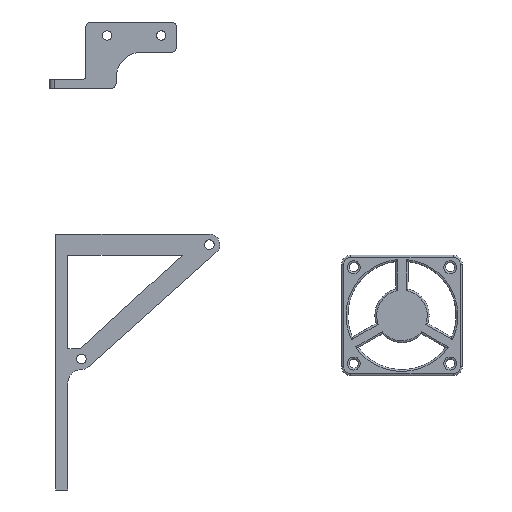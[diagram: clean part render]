
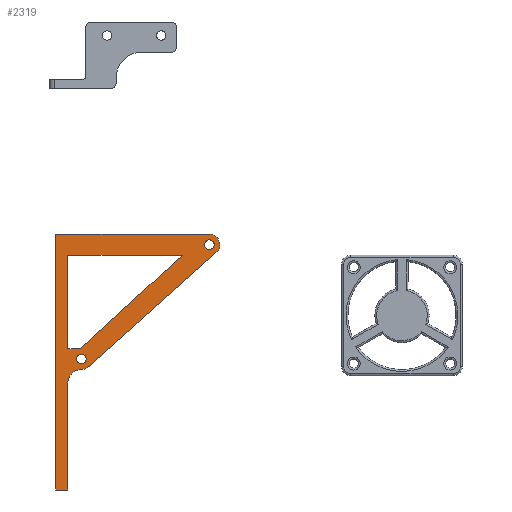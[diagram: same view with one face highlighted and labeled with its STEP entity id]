
A CAD part, front view. The second image highlights one B-rep face of the part: STEP entity #2319.
In plain terms, the highlighted planar face has unit normal (0, -1, 0).
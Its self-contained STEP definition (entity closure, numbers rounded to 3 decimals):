
#127=FACE_BOUND('',#448,.T.);
#128=FACE_BOUND('',#449,.T.);
#129=FACE_BOUND('',#450,.T.);
#162=CIRCLE('',#2459,4.5);
#165=CIRCLE('',#2470,1.6);
#167=CIRCLE('',#2473,1.6);
#168=CIRCLE('',#2475,3.5);
#170=CIRCLE('',#2479,3.5);
#303=FACE_OUTER_BOUND('',#447,.T.);
#447=EDGE_LOOP('',(#1672,#1673,#1674,#1675,#1676,#1677,#1678,#1679));
#448=EDGE_LOOP('',(#1680));
#449=EDGE_LOOP('',(#1681));
#450=EDGE_LOOP('',(#1682,#1683,#1684,#1685));
#614=LINE('',#3471,#812);
#624=LINE('',#3492,#822);
#628=LINE('',#3500,#826);
#631=LINE('',#3506,#829);
#634=LINE('',#3511,#832);
#639=LINE('',#3533,#837);
#643=LINE('',#3545,#841);
#646=LINE('',#3551,#844);
#649=LINE('',#3555,#847);
#812=VECTOR('',#2755,10.);
#822=VECTOR('',#2771,10.);
#826=VECTOR('',#2777,10.);
#829=VECTOR('',#2782,10.);
#832=VECTOR('',#2787,10.);
#837=VECTOR('',#2812,10.);
#841=VECTOR('',#2824,10.);
#844=VECTOR('',#2829,10.);
#847=VECTOR('',#2834,10.);
#1003=VERTEX_POINT('',#3461);
#1004=VERTEX_POINT('',#3462);
#1007=VERTEX_POINT('',#3470);
#1014=VERTEX_POINT('',#3490);
#1015=VERTEX_POINT('',#3491);
#1018=VERTEX_POINT('',#3499);
#1020=VERTEX_POINT('',#3505);
#1023=VERTEX_POINT('',#3516);
#1025=VERTEX_POINT('',#3522);
#1026=VERTEX_POINT('',#3526);
#1028=VERTEX_POINT('',#3532);
#1030=VERTEX_POINT('',#3538);
#1032=VERTEX_POINT('',#3544);
#1034=VERTEX_POINT('',#3550);
#1227=EDGE_CURVE('',#1003,#1004,#162,.T.);
#1231=EDGE_CURVE('',#1004,#1007,#614,.T.);
#1241=EDGE_CURVE('',#1014,#1015,#624,.T.);
#1245=EDGE_CURVE('',#1018,#1014,#628,.T.);
#1248=EDGE_CURVE('',#1020,#1018,#631,.T.);
#1251=EDGE_CURVE('',#1015,#1020,#634,.T.);
#1255=EDGE_CURVE('',#1023,#1023,#165,.T.);
#1258=EDGE_CURVE('',#1025,#1025,#167,.T.);
#1259=EDGE_CURVE('',#1026,#1003,#168,.T.);
#1262=EDGE_CURVE('',#1028,#1026,#639,.T.);
#1265=EDGE_CURVE('',#1030,#1028,#170,.T.);
#1268=EDGE_CURVE('',#1032,#1030,#643,.T.);
#1271=EDGE_CURVE('',#1034,#1032,#646,.T.);
#1274=EDGE_CURVE('',#1007,#1034,#649,.T.);
#1672=ORIENTED_EDGE('',*,*,#1227,.F.);
#1673=ORIENTED_EDGE('',*,*,#1259,.F.);
#1674=ORIENTED_EDGE('',*,*,#1262,.F.);
#1675=ORIENTED_EDGE('',*,*,#1265,.F.);
#1676=ORIENTED_EDGE('',*,*,#1268,.F.);
#1677=ORIENTED_EDGE('',*,*,#1271,.F.);
#1678=ORIENTED_EDGE('',*,*,#1274,.F.);
#1679=ORIENTED_EDGE('',*,*,#1231,.F.);
#1680=ORIENTED_EDGE('',*,*,#1258,.F.);
#1681=ORIENTED_EDGE('',*,*,#1255,.F.);
#1682=ORIENTED_EDGE('',*,*,#1251,.F.);
#1683=ORIENTED_EDGE('',*,*,#1241,.F.);
#1684=ORIENTED_EDGE('',*,*,#1245,.F.);
#1685=ORIENTED_EDGE('',*,*,#1248,.F.);
#2251=PLANE('',#2485);
#2319=ADVANCED_FACE('',(#303,#127,#128,#129),#2251,.F.);
#2459=AXIS2_PLACEMENT_3D('',#3463,#2747,#2748);
#2470=AXIS2_PLACEMENT_3D('',#3518,#2794,#2795);
#2473=AXIS2_PLACEMENT_3D('',#3524,#2801,#2802);
#2475=AXIS2_PLACEMENT_3D('',#3527,#2805,#2806);
#2479=AXIS2_PLACEMENT_3D('',#3539,#2817,#2818);
#2485=AXIS2_PLACEMENT_3D('',#3557,#2837,#2838);
#2747=DIRECTION('center_axis',(0.,-1.,0.));
#2748=DIRECTION('ref_axis',(-0.707,0.,0.707));
#2755=DIRECTION('',(0.,0.,-1.));
#2771=DIRECTION('',(0.,0.,-1.));
#2777=DIRECTION('',(-1.,0.,0.));
#2782=DIRECTION('',(0.737,0.,0.676));
#2787=DIRECTION('',(1.,0.,0.));
#2794=DIRECTION('center_axis',(0.,-1.,0.));
#2795=DIRECTION('ref_axis',(1.,0.,0.));
#2801=DIRECTION('center_axis',(0.,-1.,0.));
#2802=DIRECTION('ref_axis',(1.,0.,0.));
#2805=DIRECTION('center_axis',(0.,1.,0.));
#2806=DIRECTION('ref_axis',(0.667,0.,-0.745));
#2812=DIRECTION('',(-0.745,0.,-0.667));
#2817=DIRECTION('center_axis',(0.,1.,0.));
#2818=DIRECTION('ref_axis',(0.,0.,1.));
#2824=DIRECTION('',(1.,0.,0.));
#2829=DIRECTION('',(0.,0.,1.));
#2834=DIRECTION('',(-1.,0.,0.));
#2837=DIRECTION('center_axis',(0.,1.,0.));
#2838=DIRECTION('ref_axis',(1.,0.,0.));
#3461=CARTESIAN_POINT('',(8.5,0.,-38.));
#3462=CARTESIAN_POINT('',(4.,0.,-42.5));
#3463=CARTESIAN_POINT('Origin',(8.5,0.,-42.5));
#3470=CARTESIAN_POINT('',(4.,0.,-78.));
#3471=CARTESIAN_POINT('',(4.,0.,-38.));
#3490=CARTESIAN_POINT('',(4.,0.,0.));
#3491=CARTESIAN_POINT('',(4.,0.,-31.));
#3492=CARTESIAN_POINT('',(4.,0.,0.));
#3499=CARTESIAN_POINT('',(42.,0.,0.));
#3500=CARTESIAN_POINT('',(4.,0.,0.));
#3505=CARTESIAN_POINT('',(8.171,0.,-31.));
#3506=CARTESIAN_POINT('',(8.171,0.,-31.));
#3511=CARTESIAN_POINT('',(8.171,0.,-31.));
#3516=CARTESIAN_POINT('',(6.9,0.,-34.5));
#3518=CARTESIAN_POINT('Origin',(8.5,0.,-34.5));
#3522=CARTESIAN_POINT('',(49.4,0.,3.5));
#3524=CARTESIAN_POINT('Origin',(51.,0.,3.5));
#3526=CARTESIAN_POINT('',(10.833,0.,-37.109));
#3527=CARTESIAN_POINT('Origin',(8.5,0.,-34.5));
#3532=CARTESIAN_POINT('',(53.202,0.,0.78));
#3533=CARTESIAN_POINT('',(53.202,0.,0.78));
#3538=CARTESIAN_POINT('',(51.,0.,7.));
#3539=CARTESIAN_POINT('Origin',(51.,0.,3.5));
#3544=CARTESIAN_POINT('',(0.,0.,7.));
#3545=CARTESIAN_POINT('',(0.,0.,7.));
#3550=CARTESIAN_POINT('',(0.,0.,-78.));
#3551=CARTESIAN_POINT('',(0.,0.,-78.));
#3555=CARTESIAN_POINT('',(4.,0.,-78.));
#3557=CARTESIAN_POINT('Origin',(27.25,0.,-35.5));
